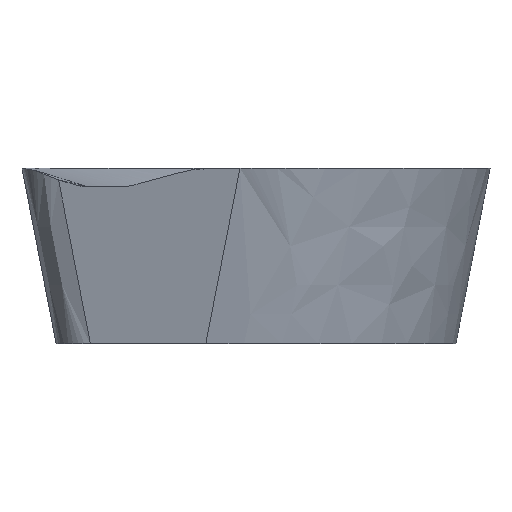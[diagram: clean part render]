
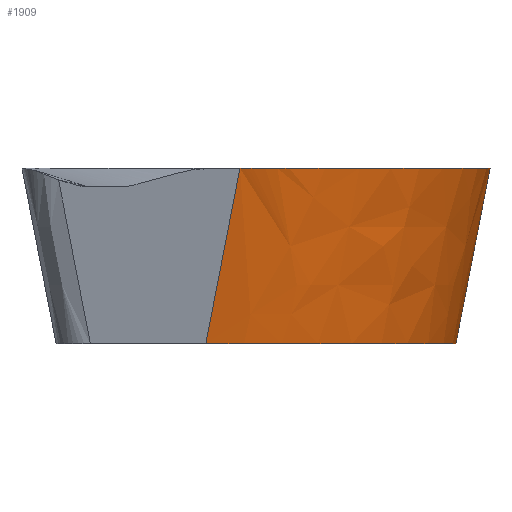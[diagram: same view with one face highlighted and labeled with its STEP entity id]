
A CAD part, left-side view. The second image highlights one B-rep face of the part: STEP entity #1909.
In plain terms, the highlighted free-form (B-spline) face has degree [3, 3] with [4, 4] control points.
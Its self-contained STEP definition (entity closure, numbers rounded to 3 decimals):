
#412=CARTESIAN_POINT('',(-6.145,1.362,-4.76));
#413=CARTESIAN_POINT('',(-6.475,1.053,-3.173));
#414=CARTESIAN_POINT('',(-6.806,0.745,
-1.587));
#415=CARTESIAN_POINT('',(-7.137,0.437,
0.));
#691=CARTESIAN_POINT('',(0.184,-5.425,-4.76));
#692=CARTESIAN_POINT('',(-0.147,-5.733,
-3.173));
#693=CARTESIAN_POINT('',(-0.478,-6.042,
-1.587));
#694=CARTESIAN_POINT('',(-0.808,-6.35,0.));
#707=CARTESIAN_POINT('',(0.184,0.919,-4.76));
#708=DIRECTION('',(0.,0.,-1.));
#709=DIRECTION('',(0.,-1.,0.));
#710=AXIS2_PLACEMENT_3D('',#707,#708,#709);
#715=CARTESIAN_POINT('',(-0.808,-0.006,0.));
#716=DIRECTION('',(0.,0.,-1.));
#717=DIRECTION('',(-1.,0.013,0.));
#718=AXIS2_PLACEMENT_3D('',#715,#716,#717);
#836=CARTESIAN_POINT('',(-0.808,-0.006,0.));
#837=DIRECTION('',(0.,0.,-1.));
#838=DIRECTION('',(-0.99,-0.142,0.));
#839=AXIS2_PLACEMENT_3D('',#836,#837,#838);
#851=CARTESIAN_POINT('',(-0.808,-0.006,0.));
#852=DIRECTION('',(0.,0.,-1.));
#853=DIRECTION('',(-0.013,-1.,0.));
#854=AXIS2_PLACEMENT_3D('',#851,#852,#853);
#866=CARTESIAN_POINT('',(-0.808,-0.006,0.));
#867=DIRECTION('',(0.,0.,-1.));
#868=DIRECTION('',(0.,-1.,0.));
#869=AXIS2_PLACEMENT_3D('',#866,#867,#868);
#1326=CARTESIAN_POINT('',(-7.137,0.437,
0.));
#1327=VERTEX_POINT('',#1326);
#1328=CARTESIAN_POINT('',(-7.152,0.076,
0.));
#1329=VERTEX_POINT('',#1328);
#1330=CARTESIAN_POINT('',(-7.088,-0.904,
0.));
#1331=VERTEX_POINT('',#1330);
#1332=CARTESIAN_POINT('',(-0.893,-6.349,0.));
#1333=VERTEX_POINT('',#1332);
#1334=CARTESIAN_POINT('',(-0.808,-6.35,0.));
#1335=VERTEX_POINT('',#1334);
#1380=CARTESIAN_POINT('',(-6.145,1.362,-4.76));
#1382=VERTEX_POINT('',#1380);
#1383=CARTESIAN_POINT('',(0.184,-5.425,-4.76));
#1385=VERTEX_POINT('',#1383);
#1879=CARTESIAN_POINT('',(-6.107,1.588,-4.855));
#1880=CARTESIAN_POINT('',(-6.451,1.267,
-3.205));
#1881=CARTESIAN_POINT('',(-6.795,0.946,
-1.555));
#1882=CARTESIAN_POINT('',(-7.139,0.625,0.095));
#1883=CARTESIAN_POINT('',(-6.53,-2.519,-4.855));
#1884=CARTESIAN_POINT('',(-6.874,-2.84,
-3.205));
#1885=CARTESIAN_POINT('',(-7.218,-3.16,
-1.555));
#1886=CARTESIAN_POINT('',(-7.562,-3.481,
0.095));
#1887=CARTESIAN_POINT('',(-3.714,-5.538,-4.855));
#1888=CARTESIAN_POINT('',(-4.058,-5.859,
-3.205));
#1889=CARTESIAN_POINT('',(-4.402,-6.18,
-1.555));
#1890=CARTESIAN_POINT('',(-4.746,-6.501,
0.095));
#1891=CARTESIAN_POINT('',(0.412,-5.403,-4.855));
#1892=CARTESIAN_POINT('',(0.068,-5.724,
-3.205));
#1893=CARTESIAN_POINT('',(-0.276,-6.044,
-1.555));
#1894=CARTESIAN_POINT('',(-0.62,-6.365,
0.095));
#1895=(BOUNDED_SURFACE()B_SPLINE_SURFACE(3,3,((#1879,#1880,#1881,#1882),(#1883,
#1884,#1885,#1886),(#1887,#1888,#1889,#1890),(#1891,#1892,#1893,#1894)),
.UNSPECIFIED.,.F.,.F.,.F.)B_SPLINE_SURFACE_WITH_KNOTS((4,4),(4,4),(0.,1.),(
0.396,0.604),.UNSPECIFIED.)GEOMETRIC_REPRESENTATION_ITEM()RATIONAL_B_SPLINE_SURFACE(((1.207,1.207,1.207,1.207),(
0.931,0.931,0.931,0.931),(
0.931,0.931,0.931,0.931),(
1.207,1.207,1.207,1.207)))REPRESENTATION_ITEM('')SURFACE());
#1896=ORIENTED_EDGE('',*,*,#1556,.T.);
#1897=ORIENTED_EDGE('',*,*,#1541,.T.);
#1899=ORIENTED_EDGE('',*,*,#1898,.F.);
#1901=ORIENTED_EDGE('',*,*,#1900,.F.);
#1903=ORIENTED_EDGE('',*,*,#1902,.F.);
#1905=ORIENTED_EDGE('',*,*,#1904,.F.);
#1906=ORIENTED_EDGE('',*,*,#1871,.F.);
#1907=EDGE_LOOP('',(#1896,#1897,#1899,#1901,#1903,#1905,#1906));
#1908=FACE_OUTER_BOUND('',#1907,.F.);
#416=B_SPLINE_CURVE_WITH_KNOTS('',3,(#412,#413,#414,#415),.UNSPECIFIED.,.F.,.F.,
(4,4),(0.,1.),.UNSPECIFIED.);
#695=B_SPLINE_CURVE_WITH_KNOTS('',3,(#691,#692,#693,#694),.UNSPECIFIED.,.F.,.F.,
(4,4),(0.,1.),.UNSPECIFIED.);
#711=CIRCLE('',#710,6.344);
#719=CIRCLE('',#718,6.344);
#840=CIRCLE('',#839,6.344);
#855=CIRCLE('',#854,6.344);
#870=CIRCLE('',#869,6.344);
#1541=EDGE_CURVE('',#1382,#1327,#416,.T.);
#1556=EDGE_CURVE('',#1385,#1382,#711,.T.);
#1871=EDGE_CURVE('',#1385,#1335,#695,.T.);
#1898=EDGE_CURVE('',#1329,#1327,#719,.T.);
#1900=EDGE_CURVE('',#1331,#1329,#840,.T.);
#1902=EDGE_CURVE('',#1333,#1331,#855,.T.);
#1904=EDGE_CURVE('',#1335,#1333,#870,.T.);
#1909=ADVANCED_FACE('',(#1908),#1895,.T.);
